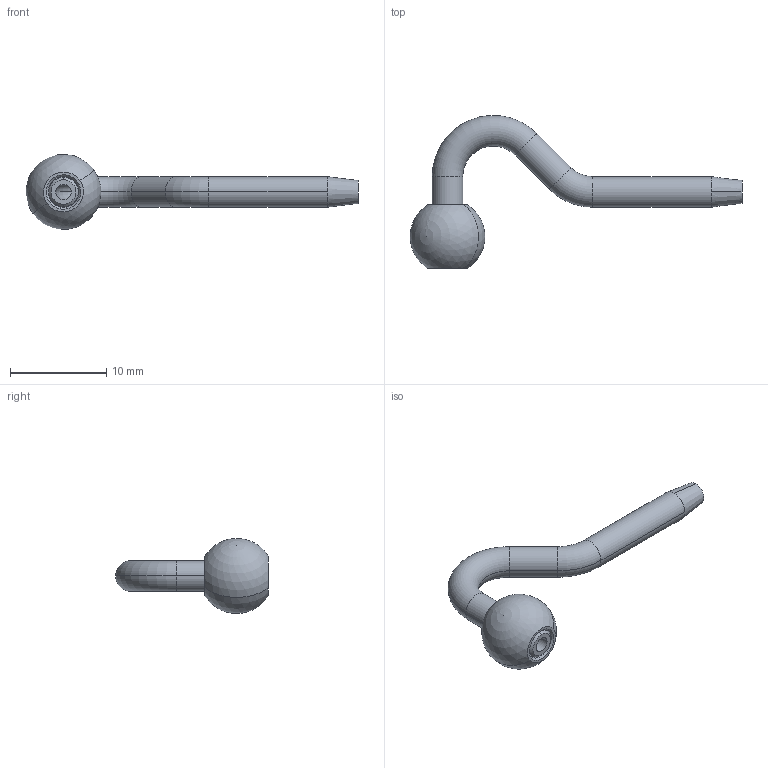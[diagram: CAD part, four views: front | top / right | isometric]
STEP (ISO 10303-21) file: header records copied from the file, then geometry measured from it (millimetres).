
FILE_DESCRIPTION (( 'STEP AP214' ), '1' );
FILE_NAME ('AJN16-1-CD.step', '2018-10-25T17:33:06', ( '' ), ( '' ), 'SwSTEP 2.0', 'SolidWorks 2018', '' );
FILE_SCHEMA (( 'AUTOMOTIVE_DESIGN' ));
Length unit declared in the file: inch
Products named in the file (1): AJN16-1-CD
Bounding box: 34.45 x 15.87 x 7.77 mm (x, y, z)
Volume: 446.6 mm3; surface area: 912.4 mm2
Topology: 2 solids, 2 shells, 39 faces, 88 edges, 52 vertices
Faces by surface type: cylinder 16, torus 8, cone 8, plane 5, sphere 2
Entity records: 1620 total; most frequent: DIRECTION 220, CARTESIAN_POINT 170, ORIENTED_EDGE 164, AXIS2_PLACEMENT_3D 98, EDGE_CURVE 82, CIRCLE 58, VERTEX_POINT 48, EDGE_LOOP 44
